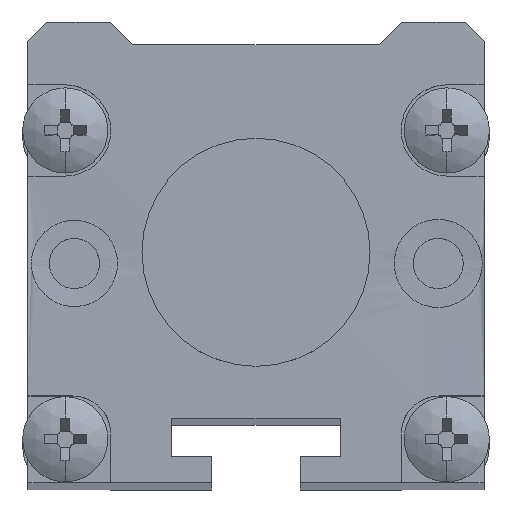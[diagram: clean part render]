
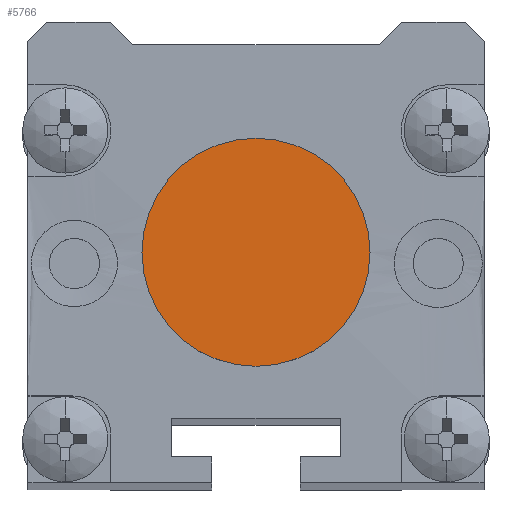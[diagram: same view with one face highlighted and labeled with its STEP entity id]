
A CAD part, top view. The second image highlights one B-rep face of the part: STEP entity #5766.
In plain terms, the highlighted planar face has unit normal (0, 0, 1).
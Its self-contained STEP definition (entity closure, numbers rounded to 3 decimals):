
#4146=CARTESIAN_POINT('',(0.,0.,202.15));
#4147=DIRECTION('',(0.,0.,1.));
#4148=DIRECTION('',(-1.,0.,0.));
#4149=AXIS2_PLACEMENT_3D('',#4146,#4147,#4148);
#4151=CARTESIAN_POINT('',(0.,0.,202.15));
#4152=DIRECTION('',(0.,0.,1.));
#4153=DIRECTION('',(1.,0.,0.));
#4154=AXIS2_PLACEMENT_3D('',#4151,#4152,#4153);
#4439=CARTESIAN_POINT('',(-7.5,0.,202.15));
#4440=CARTESIAN_POINT('',(7.5,0.,202.15));
#4441=VERTEX_POINT('',#4439);
#4442=VERTEX_POINT('',#4440);
#5757=CARTESIAN_POINT('',(0.,0.,202.15));
#5758=DIRECTION('',(0.,0.,1.));
#5759=DIRECTION('',(1.,0.,0.));
#5760=AXIS2_PLACEMENT_3D('',#5757,#5758,#5759);
#5761=PLANE('',#5760);
#5762=ORIENTED_EDGE('',*,*,#5739,.F.);
#5763=ORIENTED_EDGE('',*,*,#5749,.F.);
#5764=EDGE_LOOP('',(#5762,#5763));
#5765=FACE_OUTER_BOUND('',#5764,.F.);
#4150=CIRCLE('',#4149,7.5);
#4155=CIRCLE('',#4154,7.5);
#5739=EDGE_CURVE('',#4441,#4442,#4150,.T.);
#5749=EDGE_CURVE('',#4442,#4441,#4155,.T.);
#5766=ADVANCED_FACE('',(#5765),#5761,.T.);
